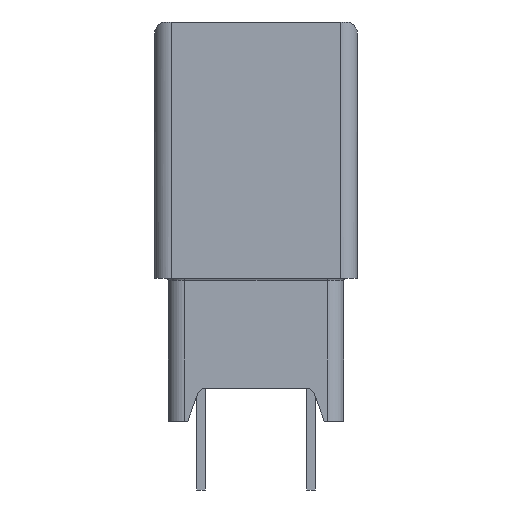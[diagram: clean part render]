
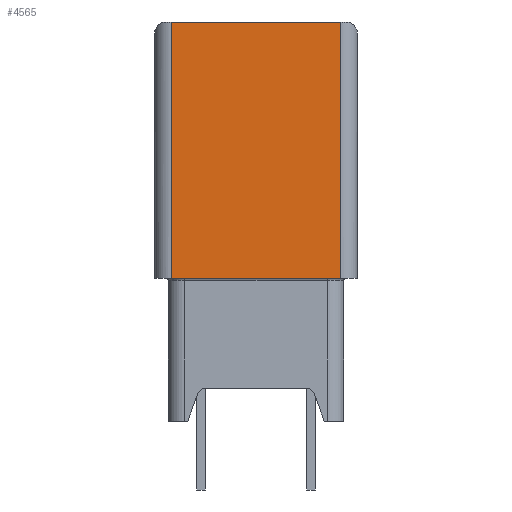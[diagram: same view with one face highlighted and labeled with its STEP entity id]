
A CAD part, left-side view. The second image highlights one B-rep face of the part: STEP entity #4565.
In plain terms, the highlighted planar face has unit normal (-1, 0, 0).
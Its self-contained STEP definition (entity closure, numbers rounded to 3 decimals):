
#2=DIRECTION('',(0.,-1.,0.));
#3=VECTOR('',#2,7.823);
#4=CARTESIAN_POINT('',(-27.305,3.912,0.));
#5=LINE('',#4,#3);
#6=DIRECTION('',(0.,0.,1.));
#7=VECTOR('',#6,11.811);
#8=CARTESIAN_POINT('',(-27.305,-3.912,-11.811));
#9=LINE('',#8,#7);
#10=DIRECTION('',(0.,0.,-1.));
#11=VECTOR('',#10,11.811);
#12=CARTESIAN_POINT('',(-27.305,3.912,0.));
#13=LINE('',#12,#11);
#803=DIRECTION('',(0.,-1.,0.));
#804=VECTOR('',#803,7.823);
#805=CARTESIAN_POINT('',(-27.305,3.912,-11.811));
#806=LINE('',#805,#804);
#3566=CARTESIAN_POINT('',(-27.305,3.912,0.));
#3567=CARTESIAN_POINT('',(-27.305,-3.912,0.));
#3568=VERTEX_POINT('',#3566);
#3569=VERTEX_POINT('',#3567);
#3592=CARTESIAN_POINT('',(-27.305,3.912,-11.811));
#3593=VERTEX_POINT('',#3592);
#3594=CARTESIAN_POINT('',(-27.305,-3.912,-11.811));
#3595=VERTEX_POINT('',#3594);
#4550=CARTESIAN_POINT('',(-27.305,0.,0.));
#4551=DIRECTION('',(1.,0.,0.));
#4552=DIRECTION('',(0.,0.,-1.));
#4553=AXIS2_PLACEMENT_3D('',#4550,#4551,#4552);
#4554=PLANE('',#4553);
#4556=ORIENTED_EDGE('',*,*,#4555,.T.);
#4558=ORIENTED_EDGE('',*,*,#4557,.F.);
#4560=ORIENTED_EDGE('',*,*,#4559,.F.);
#4562=ORIENTED_EDGE('',*,*,#4561,.F.);
#4563=EDGE_LOOP('',(#4556,#4558,#4560,#4562));
#4564=FACE_OUTER_BOUND('',#4563,.F.);
#4555=EDGE_CURVE('',#3568,#3569,#5,.T.);
#4557=EDGE_CURVE('',#3595,#3569,#9,.T.);
#4559=EDGE_CURVE('',#3593,#3595,#806,.T.);
#4561=EDGE_CURVE('',#3568,#3593,#13,.T.);
#4565=ADVANCED_FACE('',(#4564),#4554,.F.);
